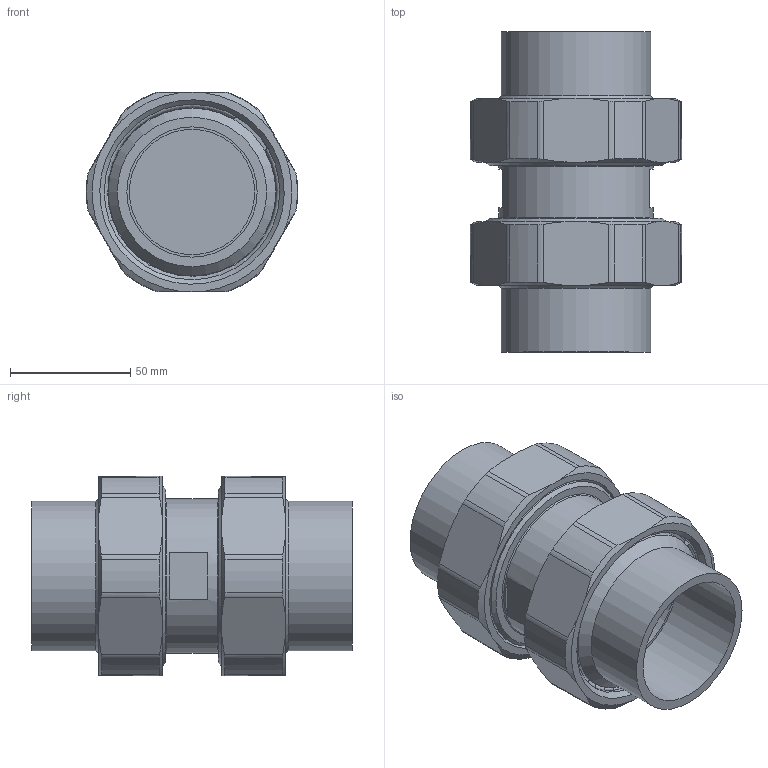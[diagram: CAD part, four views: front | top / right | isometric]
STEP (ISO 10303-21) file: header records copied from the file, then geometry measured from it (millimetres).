
FILE_DESCRIPTION(/* description */ (''),/* implementation_level */ '2;1');
FILE_NAME(/* name */ '304799A_Simplify_1.stp',/* time_stamp */ '2025-08-21T09:29:23-05:00',/* author */ ('ischreiner'),/* organization */ (''),/* preprocessor_version */ 'ST-DEVELOPER v20',/* originating_system */ 'Autodesk Inventor 2025',/* authorisation */ '');
FILE_SCHEMA (('AUTOMOTIVE_DESIGN { 1 0 10303 214 3 1 1 }'));
Length unit declared in the file: inch
Products named in the file (1): 304799A_Simplify_1
Bounding box: 87.81 x 132.93 x 82.86 mm (x, y, z)
Volume: 379557.4 mm3; surface area: 94400.2 mm2
Topology: 7 solids, 7 shells, 145 faces, 339 edges, 220 vertices
Faces by surface type: cone 48, plane 42, cylinder 31, bspline 14, torus 10
Full cylindrical faces by diameter (mm): 52.07 x2, 54.102 x2, 62 x2, 64 x1, 69.6 x2, 72 x2, 72.6 x2, 72.8 x4, 74.9 x2, 76 x2
Entity records: 4819 total; most frequent: CARTESIAN_POINT 1447, ORIENTED_EDGE 686, DIRECTION 619, EDGE_CURVE 343, AXIS2_PLACEMENT_3D 264, VERTEX_POINT 224, EDGE_LOOP 165, STYLED_ITEM 152
